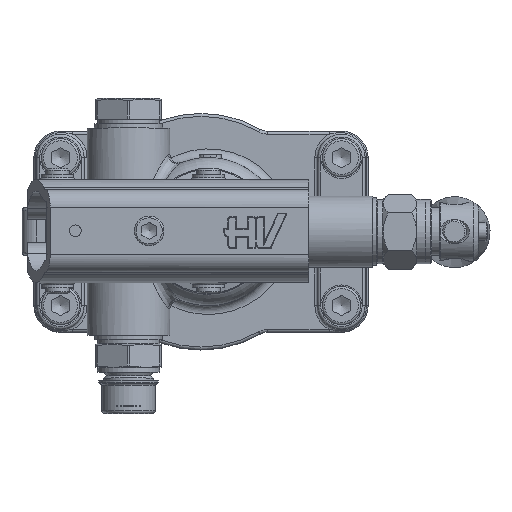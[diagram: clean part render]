
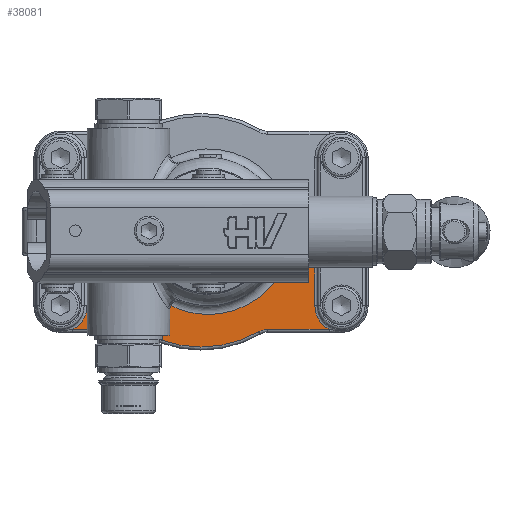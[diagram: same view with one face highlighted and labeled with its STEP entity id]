
A CAD part, top view. The second image highlights one B-rep face of the part: STEP entity #38081.
In plain terms, the highlighted planar face has unit normal (0, 0, 1).
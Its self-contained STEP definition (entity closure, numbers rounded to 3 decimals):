
#37361=CARTESIAN_POINT('',(23.,23.,6.));
#37362=VERTEX_POINT('',#37361);
#37387=CARTESIAN_POINT('',(23.,17.,6.));
#37388=VERTEX_POINT('',#37387);
#37389=CARTESIAN_POINT('',(23.,23.,6.));
#37390=DIRECTION('',(0.0,-1.0,0.0));
#37391=VECTOR('',#37390,6.);
#37392=LINE('',#37389,#37391);
#37393=EDGE_CURVE('',#37362,#37388,#37392,.T.);
#37425=CARTESIAN_POINT('',(84.957,23.5,6.));
#37426=VERTEX_POINT('',#37425);
#37434=CARTESIAN_POINT('',(95.,23.5,6.));
#37435=VERTEX_POINT('',#37434);
#37436=CARTESIAN_POINT('',(84.957,23.5,6.));
#37437=DIRECTION('',(1.0,0.0,0.0));
#37438=VECTOR('',#37437,10.043);
#37439=LINE('',#37436,#37438);
#37440=EDGE_CURVE('',#37426,#37435,#37439,.T.);
#37458=CARTESIAN_POINT('',(40.187,13.262,6.));
#37459=VERTEX_POINT('',#37458);
#37460=CARTESIAN_POINT('',(32.,17.,6.));
#37461=DIRECTION('',(0.0,0.0,1.0));
#37462=DIRECTION('',(-0.91,0.415,0.0));
#37463=AXIS2_PLACEMENT_3D('',#37460,#37461,#37462);
#37464=CIRCLE('',#37463,9.0);
#37465=EDGE_CURVE('',#37388,#37459,#37464,.T.);
#37518=CARTESIAN_POINT('',(59.,34.0,6.));
#37519=DIRECTION('',(0.0,0.0,1.0));
#37520=DIRECTION('',(0.231,0.973,0.0));
#37521=AXIS2_PLACEMENT_3D('',#37518,#37519,#37520);
#37522=CIRCLE('',#37521,28.);
#37523=EDGE_CURVE('',#37459,#37426,#37522,.T.);
#37747=CARTESIAN_POINT('',(18.,23.,6.));
#37748=VERTEX_POINT('',#37747);
#37756=CARTESIAN_POINT('',(18.,23.,6.));
#37757=DIRECTION('',(1.0,0.0,0.0));
#37758=VECTOR('',#37757,5.);
#37759=LINE('',#37756,#37758);
#37760=EDGE_CURVE('',#37748,#37362,#37759,.T.);
#37955=CARTESIAN_POINT('',(18.,9.,6.));
#37956=VERTEX_POINT('',#37955);
#37964=CARTESIAN_POINT('',(18.0,9.0,6.));
#37965=DIRECTION('',(0.0,1.0,0.0));
#37966=VECTOR('',#37965,14.);
#37967=LINE('',#37964,#37966);
#37968=EDGE_CURVE('',#37956,#37748,#37967,.T.);
#37978=CARTESIAN_POINT('',(13.123,1.,6.));
#37979=VERTEX_POINT('',#37978);
#37989=CARTESIAN_POINT('',(9.,9.0,6.));
#37990=DIRECTION('',(0.0,0.0,1.0));
#37991=DIRECTION('',(0.0,-1.0,0.0));
#37992=AXIS2_PLACEMENT_3D('',#37989,#37990,#37991);
#37993=CIRCLE('',#37992,9.0);
#37994=EDGE_CURVE('',#37979,#37956,#37993,.T.);
#38009=CARTESIAN_POINT('',(56.5,34.,6.));
#38010=DIRECTION('',(0.0,0.0,1.0));
#38011=DIRECTION('',(1.0,0.0,0.0));
#38012=AXIS2_PLACEMENT_3D('',#38009,#38010,#38011);
#38013=PLANE('',#38012);
#38014=CARTESIAN_POINT('',(99.877,1.,6.));
#38015=VERTEX_POINT('',#38014);
#38016=CARTESIAN_POINT('',(78.95,1.0,6.));
#38017=VERTEX_POINT('',#38016);
#38018=CARTESIAN_POINT('',(99.877,1.,6.));
#38019=DIRECTION('',(-1.0,0.0,0.0));
#38020=VECTOR('',#38019,20.927);
#38021=LINE('',#38018,#38020);
#38022=EDGE_CURVE('',#38015,#38017,#38021,.T.);
#38023=ORIENTED_EDGE('',*,*,#38022,.F.);
#38024=CARTESIAN_POINT('',(95.0,9.0,6.));
#38025=VERTEX_POINT('',#38024);
#38026=CARTESIAN_POINT('',(104.0,9.,6.));
#38027=DIRECTION('',(0.0,0.0,1.0));
#38028=DIRECTION('',(0.0,-1.0,0.0));
#38029=AXIS2_PLACEMENT_3D('',#38026,#38027,#38028);
#38030=CIRCLE('',#38029,9.0);
#38031=EDGE_CURVE('',#38025,#38015,#38030,.T.);
#38032=ORIENTED_EDGE('',*,*,#38031,.F.);
#38033=CARTESIAN_POINT('',(95.,23.5,6.));
#38034=DIRECTION('',(0.0,-1.0,0.0));
#38035=VECTOR('',#38034,14.5);
#38036=LINE('',#38033,#38035);
#38037=EDGE_CURVE('',#37435,#38025,#38036,.T.);
#38038=ORIENTED_EDGE('',*,*,#38037,.F.);
#38039=ORIENTED_EDGE('',*,*,#37440,.F.);
#38040=ORIENTED_EDGE('',*,*,#37523,.F.);
#38041=ORIENTED_EDGE('',*,*,#37465,.F.);
#38042=ORIENTED_EDGE('',*,*,#37393,.F.);
#38043=ORIENTED_EDGE('',*,*,#37760,.F.);
#38044=ORIENTED_EDGE('',*,*,#37968,.F.);
#38045=ORIENTED_EDGE('',*,*,#37994,.F.);
#38046=CARTESIAN_POINT('',(34.05,1.,6.));
#38047=VERTEX_POINT('',#38046);
#38048=CARTESIAN_POINT('',(34.05,1.,6.));
#38049=DIRECTION('',(-1.0,0.0,0.0));
#38050=VECTOR('',#38049,20.927);
#38051=LINE('',#38048,#38050);
#38052=EDGE_CURVE('',#38047,#37979,#38051,.T.);
#38053=ORIENTED_EDGE('',*,*,#38052,.F.);
#38054=CARTESIAN_POINT('',(37.043,0.2,6.));
#38055=VERTEX_POINT('',#38054);
#38056=CARTESIAN_POINT('',(34.05,-5.0,6.));
#38057=DIRECTION('',(0.0,0.0,1.0));
#38058=DIRECTION('',(0.258,0.966,0.0));
#38059=AXIS2_PLACEMENT_3D('',#38056,#38057,#38058);
#38060=CIRCLE('',#38059,6.0);
#38061=EDGE_CURVE('',#38055,#38047,#38060,.T.);
#38062=ORIENTED_EDGE('',*,*,#38061,.F.);
#38063=CARTESIAN_POINT('',(75.957,0.2,6.));
#38064=VERTEX_POINT('',#38063);
#38065=CARTESIAN_POINT('',(56.5,34.0,6.));
#38066=DIRECTION('',(0.0,0.0,-1.0));
#38067=DIRECTION('',(0.0,-1.0,0.0));
#38068=AXIS2_PLACEMENT_3D('',#38065,#38066,#38067);
#38069=CIRCLE('',#38068,39.0);
#38070=EDGE_CURVE('',#38064,#38055,#38069,.T.);
#38071=ORIENTED_EDGE('',*,*,#38070,.F.);
#38072=CARTESIAN_POINT('',(78.95,-5.0,6.));
#38073=DIRECTION('',(0.0,0.0,1.0));
#38074=DIRECTION('',(-0.258,0.966,0.0));
#38075=AXIS2_PLACEMENT_3D('',#38072,#38073,#38074);
#38076=CIRCLE('',#38075,6.);
#38077=EDGE_CURVE('',#38017,#38064,#38076,.T.);
#38078=ORIENTED_EDGE('',*,*,#38077,.F.);
#38079=EDGE_LOOP('',(#38023,#38032,#38038,#38039,#38040,#38041,#38042,#38043,#38044,#38045,#38053,#38062,#38071,#38078));
#38080=FACE_OUTER_BOUND('',#38079,.T.);
#38081=ADVANCED_FACE('',(#38080),#38013,.T.);
